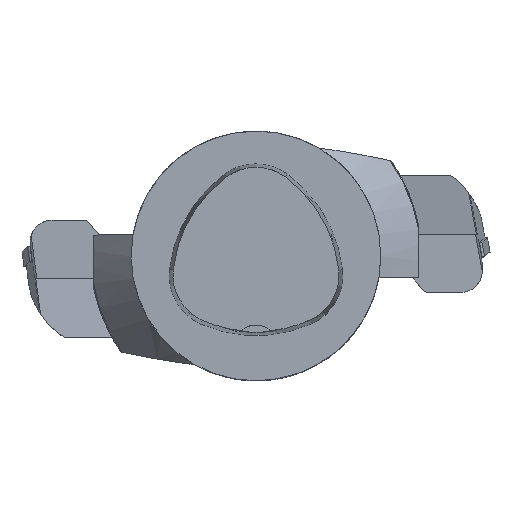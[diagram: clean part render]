
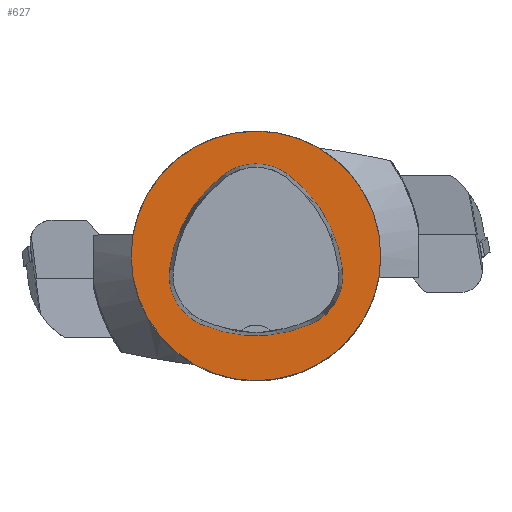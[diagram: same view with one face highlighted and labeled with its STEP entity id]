
A CAD part, top view. The second image highlights one B-rep face of the part: STEP entity #627.
In plain terms, the highlighted planar face has unit normal (0, 0, 1).
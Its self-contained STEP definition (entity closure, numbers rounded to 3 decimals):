
#347=FACE_BOUND('',#1151,.T.);
#348=FACE_BOUND('',#1152,.T.);
#425=CIRCLE('',#3906,40.);
#432=CIRCLE('',#3968,44.);
#434=CIRCLE('',#3971,17.);
#436=CIRCLE('',#3974,44.);
#438=CIRCLE('',#3977,17.);
#442=CIRCLE('',#3982,44.);
#444=CIRCLE('',#3985,17.);
#627=ADVANCED_FACE('',(#347,#348),#759,.T.);
#759=PLANE('',#3990);
#1151=EDGE_LOOP('',(#2200,#2201,#2202,#2203,#2204,#2205));
#1152=EDGE_LOOP('',(#2206));
#2200=ORIENTED_EDGE('',*,*,#3028,.T.);
#2201=ORIENTED_EDGE('',*,*,#3008,.T.);
#2202=ORIENTED_EDGE('',*,*,#3012,.T.);
#2203=ORIENTED_EDGE('',*,*,#3015,.T.);
#2204=ORIENTED_EDGE('',*,*,#3018,.T.);
#2205=ORIENTED_EDGE('',*,*,#3026,.T.);
#2206=ORIENTED_EDGE('',*,*,#2877,.F.);
#2463=VERTEX_POINT('',#5971);
#2550=VERTEX_POINT('',#6564);
#2551=VERTEX_POINT('',#6565);
#2554=VERTEX_POINT('',#6573);
#2556=VERTEX_POINT('',#6579);
#2558=VERTEX_POINT('',#6585);
#2565=VERTEX_POINT('',#6606);
#2877=EDGE_CURVE('',#2463,#2463,#425,.T.);
#3008=EDGE_CURVE('',#2550,#2551,#432,.T.);
#3012=EDGE_CURVE('',#2551,#2554,#434,.T.);
#3015=EDGE_CURVE('',#2554,#2556,#436,.T.);
#3018=EDGE_CURVE('',#2556,#2558,#438,.T.);
#3026=EDGE_CURVE('',#2558,#2565,#442,.T.);
#3028=EDGE_CURVE('',#2565,#2550,#444,.T.);
#3906=AXIS2_PLACEMENT_3D('',#5970,#4592,#4593);
#3968=AXIS2_PLACEMENT_3D('',#6563,#4784,#4785);
#3971=AXIS2_PLACEMENT_3D('',#6572,#4792,#4793);
#3974=AXIS2_PLACEMENT_3D('',#6578,#4799,#4800);
#3977=AXIS2_PLACEMENT_3D('',#6584,#4806,#4807);
#3982=AXIS2_PLACEMENT_3D('',#6607,#4818,#4819);
#3985=AXIS2_PLACEMENT_3D('',#6610,#4824,#4825);
#3990=AXIS2_PLACEMENT_3D('',#6615,#4834,#4835);
#4592=DIRECTION('',(0.,0.,-1.));
#4593=DIRECTION('',(-1.,0.,0.));
#4784=DIRECTION('',(0.,0.,-1.));
#4785=DIRECTION('',(-1.,0.,0.));
#4792=DIRECTION('',(0.,0.,-1.));
#4793=DIRECTION('',(-1.,0.,0.));
#4799=DIRECTION('',(0.,0.,-1.));
#4800=DIRECTION('',(-1.,0.,0.));
#4806=DIRECTION('',(0.,0.,-1.));
#4807=DIRECTION('',(-1.,0.,0.));
#4818=DIRECTION('',(0.,0.,-1.));
#4819=DIRECTION('',(-1.,0.,0.));
#4824=DIRECTION('',(0.,0.,-1.));
#4825=DIRECTION('',(-1.,0.,0.));
#4834=DIRECTION('',(0.,0.,1.));
#4835=DIRECTION('',(1.,0.,0.));
#5970=CARTESIAN_POINT('',(0.,0.,0.));
#5971=CARTESIAN_POINT('',(-40.,0.,0.));
#6563=CARTESIAN_POINT('',(16.01,-9.224,0.));
#6564=CARTESIAN_POINT('',(-27.722,-4.378,0.));
#6565=CARTESIAN_POINT('',(-10.119,26.178,0.));
#6572=CARTESIAN_POINT('',(-0.023,12.5,0.));
#6573=CARTESIAN_POINT('',(10.049,26.194,0.));
#6578=CARTESIAN_POINT('',(-16.021,-9.25,0.));
#6579=CARTESIAN_POINT('',(27.71,-4.394,0.));
#6584=CARTESIAN_POINT('',(10.814,-6.27,0.));
#6585=CARTESIAN_POINT('',(17.611,-21.852,0.));
#6606=CARTESIAN_POINT('',(-17.652,-21.819,0.));
#6607=CARTESIAN_POINT('',(0.017,18.477,0.));
#6610=CARTESIAN_POINT('',(-10.825,-6.25,0.));
#6615=CARTESIAN_POINT('',(0.,0.,0.));
